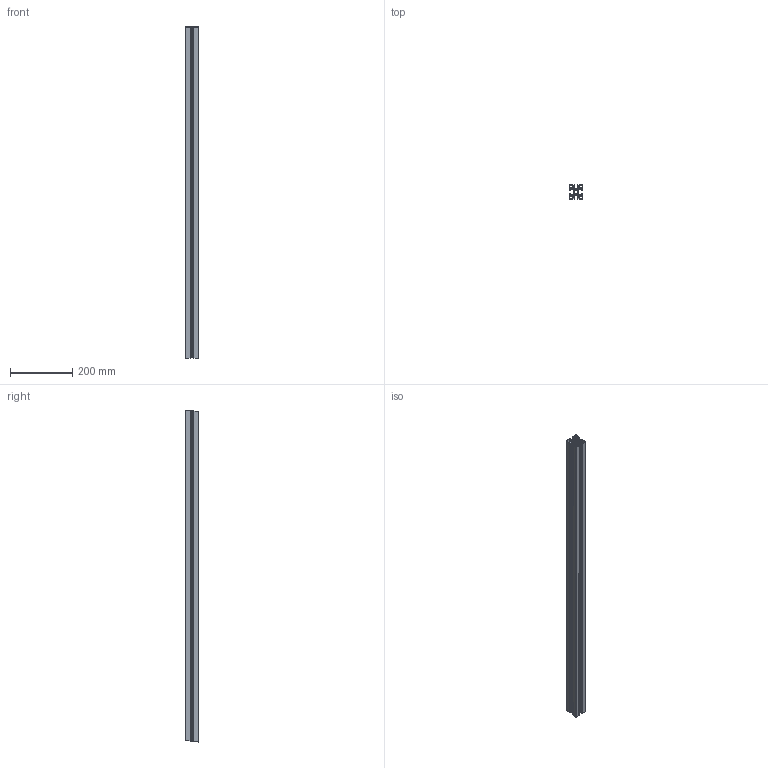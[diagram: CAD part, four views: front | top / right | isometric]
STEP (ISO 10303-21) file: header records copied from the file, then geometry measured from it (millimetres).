
FILE_DESCRIPTION (( 'STEP AP214' ), '1' );
FILE_NAME ('555HX Êîíñòðóêöèîííûé ïðîôèëü 45õ45H.STEP', '2019-11-07T14:31:25', ( 'Windows User' ), ( '' ), 'SwSTEP 2.0', 'SolidWorks 2019', '' );
FILE_SCHEMA (( 'AUTOMOTIVE_DESIGN' ));
Length unit declared in the file: millimetre
Products named in the file (1): 555HX Êîíñòðóêöèîííûé ïðîôèëü 45õ45H
Bounding box: 45 x 45 x 1068.5 mm (x, y, z)
Volume: 828315.9 mm3; surface area: 611170 mm2
Topology: 1 solids, 1 shells, 278 faces, 828 edges, 552 vertices
Faces by surface type: plane 146, cylinder 132
Entity records: 9186 total; most frequent: CARTESIAN_POINT 2451, ORIENTED_EDGE 1656, DIRECTION 1122, EDGE_CURVE 828, VECTOR 564, LINE 564, VERTEX_POINT 552, EDGE_LOOP 288
